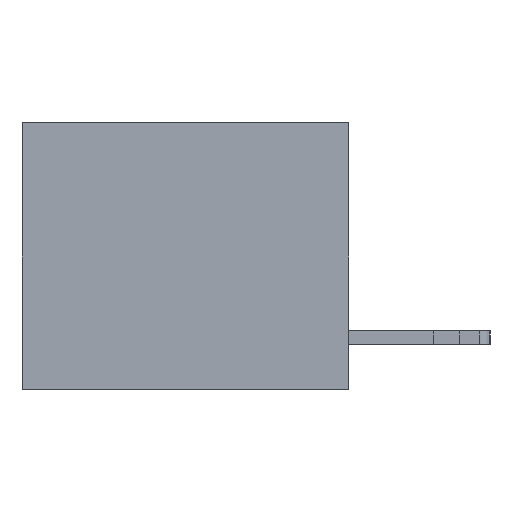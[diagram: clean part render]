
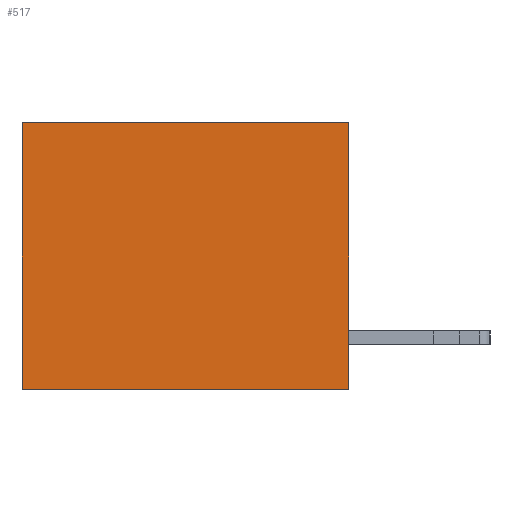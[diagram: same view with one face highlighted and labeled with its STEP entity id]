
A CAD part, left-side view. The second image highlights one B-rep face of the part: STEP entity #517.
In plain terms, the highlighted planar face has unit normal (-1, 0, 0).
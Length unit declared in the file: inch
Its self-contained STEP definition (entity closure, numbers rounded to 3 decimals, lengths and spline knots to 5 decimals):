
#16 = VERTEX_POINT ( 'NONE', #2784 ) ;
#517 = ADVANCED_FACE ( 'NONE', ( #16927 ), #8074, .F. ) ;
#2058 = CARTESIAN_POINT ( 'NONE',  ( 0.3165, 0., -0.49 ) ) ;
#2334 = ORIENTED_EDGE ( 'NONE', *, *, #7031, .T. ) ;
#2784 = CARTESIAN_POINT ( 'NONE',  ( 0.3165, 0.6, 0. ) ) ;
#2826 = EDGE_CURVE ( 'NONE', #18117, #3135, #11350, .T. ) ;
#3135 = VERTEX_POINT ( 'NONE', #12891 ) ;
#3394 = DIRECTION ( 'NONE',  ( 0., 1., 0. ) ) ;
#4688 = CARTESIAN_POINT ( 'NONE',  ( 0.3165, 0., 0. ) ) ;
#4734 = EDGE_CURVE ( 'NONE', #18117, #16, #13173, .T. ) ;
#4990 = LINE ( 'NONE', #2058, #8310 ) ;
#5188 = ORIENTED_EDGE ( 'NONE', *, *, #11786, .F. ) ;
#5318 = CARTESIAN_POINT ( 'NONE',  ( 0.3165, 0., -0.49 ) ) ;
#5419 = DIRECTION ( 'NONE',  ( 1., 0., 0. ) ) ;
#5638 = VECTOR ( 'NONE', #16135, 39.37008 ) ;
#6095 = VECTOR ( 'NONE', #16413, 39.37008 ) ;
#7031 = EDGE_CURVE ( 'NONE', #16, #14684, #13531, .T. ) ;
#7537 = EDGE_LOOP ( 'NONE', ( #2334, #5188, #10379, #15431 ) ) ;
#8018 = CARTESIAN_POINT ( 'NONE',  ( 0.3165, 0., 0. ) ) ;
#8074 = PLANE ( 'NONE',  #15828 ) ;
#8078 = DIRECTION ( 'NONE',  ( 0., 1., 0. ) ) ;
#8139 = CARTESIAN_POINT ( 'NONE',  ( 0.3165, 0.6, -0.49 ) ) ;
#8310 = VECTOR ( 'NONE', #3394, 39.37008 ) ;
#10379 = ORIENTED_EDGE ( 'NONE', *, *, #2826, .F. ) ;
#10800 = VECTOR ( 'NONE', #8078, 39.37008 ) ;
#11350 = LINE ( 'NONE', #15114, #6095 ) ;
#11786 = EDGE_CURVE ( 'NONE', #3135, #14684, #4990, .T. ) ;
#12891 = CARTESIAN_POINT ( 'NONE',  ( 0.3165, 0., -0.49 ) ) ;
#13173 = LINE ( 'NONE', #8018, #10800 ) ;
#13531 = LINE ( 'NONE', #17327, #5638 ) ;
#14684 = VERTEX_POINT ( 'NONE', #8139 ) ;
#15114 = CARTESIAN_POINT ( 'NONE',  ( 0.3165, 0., -0.49 ) ) ;
#15162 = DIRECTION ( 'NONE',  ( 0., 0., -1. ) ) ;
#15431 = ORIENTED_EDGE ( 'NONE', *, *, #4734, .T. ) ;
#15828 = AXIS2_PLACEMENT_3D ( 'NONE', #5318, #5419, #15162 ) ;
#16135 = DIRECTION ( 'NONE',  ( 0., 0., -1. ) ) ;
#16413 = DIRECTION ( 'NONE',  ( 0., 0., -1. ) ) ;
#16927 = FACE_OUTER_BOUND ( 'NONE', #7537, .T. ) ;
#17327 = CARTESIAN_POINT ( 'NONE',  ( 0.3165, 0.6, -0.49 ) ) ;
#18117 = VERTEX_POINT ( 'NONE', #4688 ) ;
